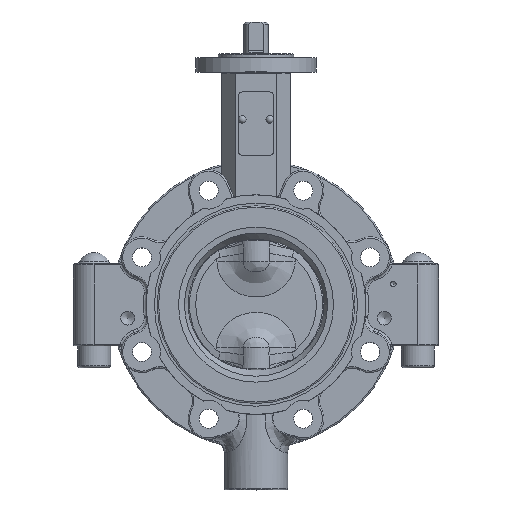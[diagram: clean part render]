
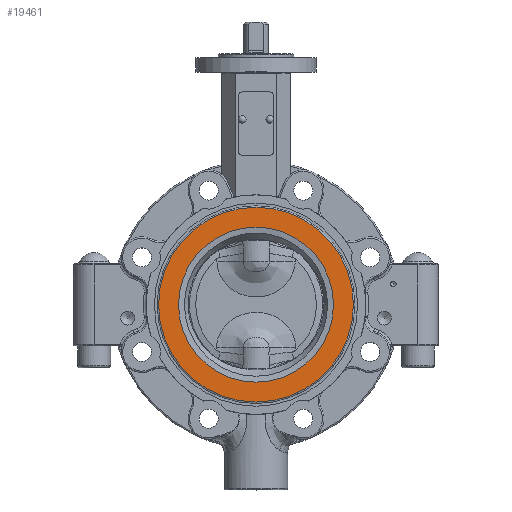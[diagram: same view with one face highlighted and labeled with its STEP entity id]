
A CAD part, top view. The second image highlights one B-rep face of the part: STEP entity #19461.
In plain terms, the highlighted planar face has unit normal (0, 0, 1).
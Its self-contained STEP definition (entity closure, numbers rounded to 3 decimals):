
#3858=PLANE('',#21088);
#4074=FACE_BOUND('',#6376,.T.);
#5084=FACE_OUTER_BOUND('',#6375,.T.);
#6375=EDGE_LOOP('',(#16596));
#6376=EDGE_LOOP('',(#16597));
#7244=CIRCLE('',#21085,56.5);
#7245=CIRCLE('',#21089,71.);
#8930=VERTEX_POINT('',#51051);
#8937=VERTEX_POINT('',#51166);
#11515=EDGE_CURVE('',#8930,#8930,#7244,.T.);
#11523=EDGE_CURVE('',#8937,#8937,#7245,.T.);
#16596=ORIENTED_EDGE('',*,*,#11523,.F.);
#16597=ORIENTED_EDGE('',*,*,#11515,.F.);
#19461=ADVANCED_FACE('',(#5084,#4074),#3858,.T.);
#21085=AXIS2_PLACEMENT_3D('',#51052,#25338,#25339);
#21088=AXIS2_PLACEMENT_3D('',#51165,#25348,#25349);
#21089=AXIS2_PLACEMENT_3D('',#51167,#25350,#25351);
#25338=DIRECTION('center_axis',(0.,0.,1.));
#25339=DIRECTION('ref_axis',(1.,0.,0.));
#25348=DIRECTION('center_axis',(0.,0.,1.));
#25349=DIRECTION('ref_axis',(0.,1.,0.));
#25350=DIRECTION('center_axis',(0.,0.,-1.));
#25351=DIRECTION('ref_axis',(-1.,0.,0.));
#51051=CARTESIAN_POINT('',(56.5,2.5,26.));
#51052=CARTESIAN_POINT('Origin',(0.,2.5,26.));
#51165=CARTESIAN_POINT('Origin',(64.25,2.5,26.));
#51166=CARTESIAN_POINT('',(71.,2.5,26.));
#51167=CARTESIAN_POINT('Origin',(0.,2.5,26.));
